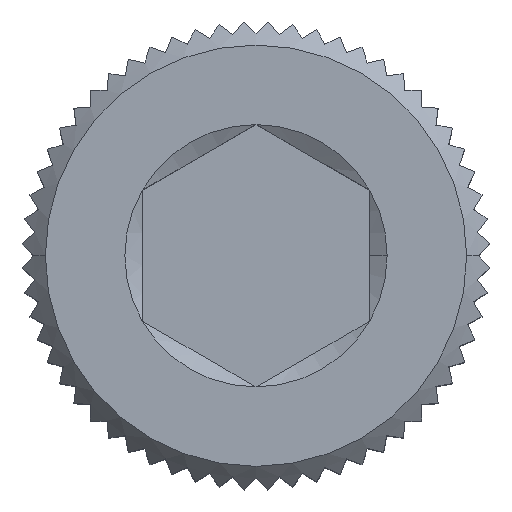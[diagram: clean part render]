
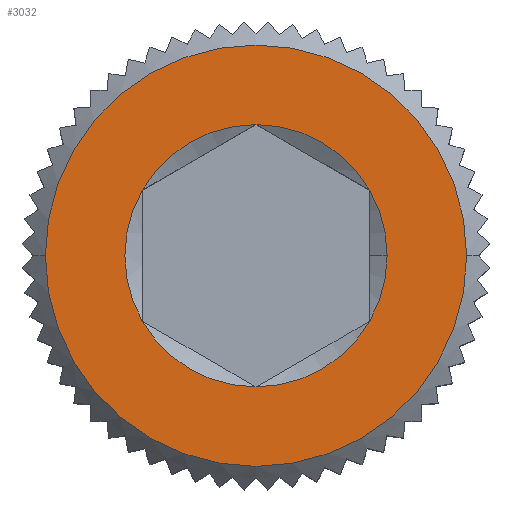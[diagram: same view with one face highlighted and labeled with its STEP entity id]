
A CAD part, top view. The second image highlights one B-rep face of the part: STEP entity #3032.
In plain terms, the highlighted planar face has unit normal (0, 0, 1).
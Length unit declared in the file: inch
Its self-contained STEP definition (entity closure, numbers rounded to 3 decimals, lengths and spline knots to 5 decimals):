
#45 = CARTESIAN_POINT ( 'NONE',  ( 0., 0., 0.1745 ) ) ;
#289 = CARTESIAN_POINT ( 'NONE',  ( 0.03906, -0.02255, 0.1745 ) ) ;
#329 = ORIENTED_EDGE ( 'NONE', *, *, #3723, .T. ) ;
#376 = CARTESIAN_POINT ( 'NONE',  ( 0., 0., 0.1745 ) ) ;
#379 = ORIENTED_EDGE ( 'NONE', *, *, #8830, .F. ) ;
#908 = AXIS2_PLACEMENT_3D ( 'NONE', #10198, #7857, #7825 ) ;
#919 = DIRECTION ( 'NONE',  ( 0., 0., 1. ) ) ;
#953 = ORIENTED_EDGE ( 'NONE', *, *, #5980, .F. ) ;
#1309 = VERTEX_POINT ( 'NONE', #7189 ) ;
#1385 = AXIS2_PLACEMENT_3D ( 'NONE', #6613, #7430, #4246 ) ;
#1476 = CARTESIAN_POINT ( 'NONE',  ( -0.03906, -0.02255, 0.1745 ) ) ;
#1750 = CIRCLE ( 'NONE', #5367, 0.04511 ) ;
#1817 = CIRCLE ( 'NONE', #9849, 0.07245 ) ;
#1827 = DIRECTION ( 'NONE',  ( 1., 0., 0. ) ) ;
#1896 = CARTESIAN_POINT ( 'NONE',  ( 0., 0., 0.1745 ) ) ;
#2064 = VERTEX_POINT ( 'NONE', #289 ) ;
#2460 = EDGE_CURVE ( 'NONE', #1309, #7970, #5948, .T. ) ;
#2547 = VERTEX_POINT ( 'NONE', #8570 ) ;
#2973 = CARTESIAN_POINT ( 'NONE',  ( 0., 0.0805, 0.1745 ) ) ;
#3032 = ADVANCED_FACE ( 'NONE', ( #6681, #8950 ), #5387, .T. ) ;
#3173 = VERTEX_POINT ( 'NONE', #1476 ) ;
#3343 = AXIS2_PLACEMENT_3D ( 'NONE', #2973, #10174, #3751 ) ;
#3352 = DIRECTION ( 'NONE',  ( 0., 0., 1. ) ) ;
#3366 = CIRCLE ( 'NONE', #9055, 0.04511 ) ;
#3386 = ORIENTED_EDGE ( 'NONE', *, *, #8727, .F. ) ;
#3634 = ORIENTED_EDGE ( 'NONE', *, *, #9459, .T. ) ;
#3723 = EDGE_CURVE ( 'NONE', #5567, #9312, #1817, .T. ) ;
#3751 = DIRECTION ( 'NONE',  ( 1., 0., 0. ) ) ;
#4246 = DIRECTION ( 'NONE',  ( 1., 0., 0. ) ) ;
#4678 = CIRCLE ( 'NONE', #1385, 0.04511 ) ;
#4731 = EDGE_CURVE ( 'NONE', #3173, #2547, #4678, .T. ) ;
#4850 = DIRECTION ( 'NONE',  ( 1., 0., 0. ) ) ;
#4954 = CARTESIAN_POINT ( 'NONE',  ( 0.07245, 0., 0.1745 ) ) ;
#5330 = ORIENTED_EDGE ( 'NONE', *, *, #4731, .F. ) ;
#5335 = CARTESIAN_POINT ( 'NONE',  ( 0.03906, 0.02255, 0.1745 ) ) ;
#5367 = AXIS2_PLACEMENT_3D ( 'NONE', #7935, #5659, #8002 ) ;
#5387 = PLANE ( 'NONE',  #3343 ) ;
#5567 = VERTEX_POINT ( 'NONE', #4954 ) ;
#5659 = DIRECTION ( 'NONE',  ( 0., 0., 1. ) ) ;
#5948 = CIRCLE ( 'NONE', #6403, 0.04511 ) ;
#5980 = EDGE_CURVE ( 'NONE', #9786, #7598, #10160, .T. ) ;
#5981 = DIRECTION ( 'NONE',  ( 1., 0., 0. ) ) ;
#6340 = CARTESIAN_POINT ( 'NONE',  ( 0.04511, 0., 0.1745 ) ) ;
#6403 = AXIS2_PLACEMENT_3D ( 'NONE', #376, #10115, #5981 ) ;
#6580 = DIRECTION ( 'NONE',  ( 0., 0., 1. ) ) ;
#6582 = CARTESIAN_POINT ( 'NONE',  ( 0., 0., 0.1745 ) ) ;
#6613 = CARTESIAN_POINT ( 'NONE',  ( 0., 0., 0.1745 ) ) ;
#6681 = FACE_OUTER_BOUND ( 'NONE', #9723, .T. ) ;
#7189 = CARTESIAN_POINT ( 'NONE',  ( 0., 0.04511, 0.1745 ) ) ;
#7317 = DIRECTION ( 'NONE',  ( 0., 0., 1. ) ) ;
#7319 = DIRECTION ( 'NONE',  ( 1., 0., 0. ) ) ;
#7430 = DIRECTION ( 'NONE',  ( 0., 0., 1. ) ) ;
#7465 = DIRECTION ( 'NONE',  ( 1., 0., 0. ) ) ;
#7555 = ORIENTED_EDGE ( 'NONE', *, *, #2460, .F. ) ;
#7598 = VERTEX_POINT ( 'NONE', #5335 ) ;
#7819 = EDGE_CURVE ( 'NONE', #7598, #1309, #9753, .T. ) ;
#7825 = DIRECTION ( 'NONE',  ( 1., 0., 0. ) ) ;
#7857 = DIRECTION ( 'NONE',  ( 0., 0., 1. ) ) ;
#7935 = CARTESIAN_POINT ( 'NONE',  ( 0., 0., 0.1745 ) ) ;
#7970 = VERTEX_POINT ( 'NONE', #9068 ) ;
#8002 = DIRECTION ( 'NONE',  ( 1., 0., 0. ) ) ;
#8095 = CARTESIAN_POINT ( 'NONE',  ( 0., 0., 0.1745 ) ) ;
#8446 = AXIS2_PLACEMENT_3D ( 'NONE', #6582, #3352, #1827 ) ;
#8570 = CARTESIAN_POINT ( 'NONE',  ( 0., -0.04511, 0.1745 ) ) ;
#8585 = CARTESIAN_POINT ( 'NONE',  ( -0.07245, 0., 0.1745 ) ) ;
#8620 = CIRCLE ( 'NONE', #9989, 0.07245 ) ;
#8727 = EDGE_CURVE ( 'NONE', #2064, #9786, #1750, .T. ) ;
#8830 = EDGE_CURVE ( 'NONE', #2547, #2064, #9241, .T. ) ;
#8869 = DIRECTION ( 'NONE',  ( 0., 0., 1. ) ) ;
#8916 = ORIENTED_EDGE ( 'NONE', *, *, #10004, .F. ) ;
#8950 = FACE_BOUND ( 'NONE', #8973, .T. ) ;
#8964 = CARTESIAN_POINT ( 'NONE',  ( 0., 0., 0.1745 ) ) ;
#8973 = EDGE_LOOP ( 'NONE', ( #9414, #953, #3386, #379, #5330, #8916, #7555 ) ) ;
#9055 = AXIS2_PLACEMENT_3D ( 'NONE', #1896, #6580, #7465 ) ;
#9068 = CARTESIAN_POINT ( 'NONE',  ( -0.03906, 0.02255, 0.1745 ) ) ;
#9241 = CIRCLE ( 'NONE', #8446, 0.04511 ) ;
#9312 = VERTEX_POINT ( 'NONE', #8585 ) ;
#9414 = ORIENTED_EDGE ( 'NONE', *, *, #7819, .F. ) ;
#9459 = EDGE_CURVE ( 'NONE', #9312, #5567, #8620, .T. ) ;
#9664 = DIRECTION ( 'NONE',  ( 1., 0., 0. ) ) ;
#9723 = EDGE_LOOP ( 'NONE', ( #3634, #329 ) ) ;
#9753 = CIRCLE ( 'NONE', #10110, 0.04511 ) ;
#9786 = VERTEX_POINT ( 'NONE', #6340 ) ;
#9849 = AXIS2_PLACEMENT_3D ( 'NONE', #8095, #919, #4850 ) ;
#9989 = AXIS2_PLACEMENT_3D ( 'NONE', #45, #8869, #7319 ) ;
#10004 = EDGE_CURVE ( 'NONE', #7970, #3173, #3366, .T. ) ;
#10110 = AXIS2_PLACEMENT_3D ( 'NONE', #8964, #7317, #9664 ) ;
#10115 = DIRECTION ( 'NONE',  ( 0., 0., 1. ) ) ;
#10160 = CIRCLE ( 'NONE', #908, 0.04511 ) ;
#10174 = DIRECTION ( 'NONE',  ( 0., 0., 1. ) ) ;
#10198 = CARTESIAN_POINT ( 'NONE',  ( 0., 0., 0.1745 ) ) ;
